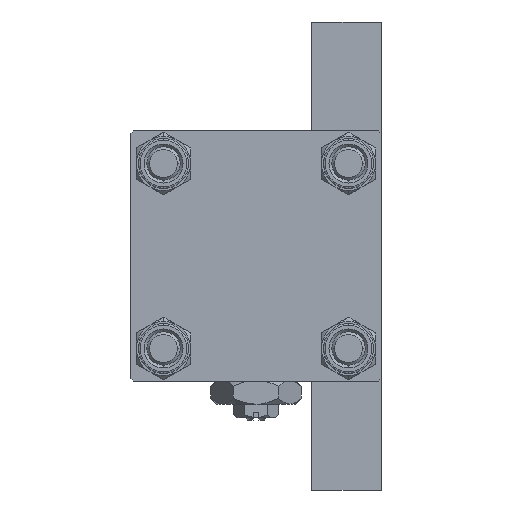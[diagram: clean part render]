
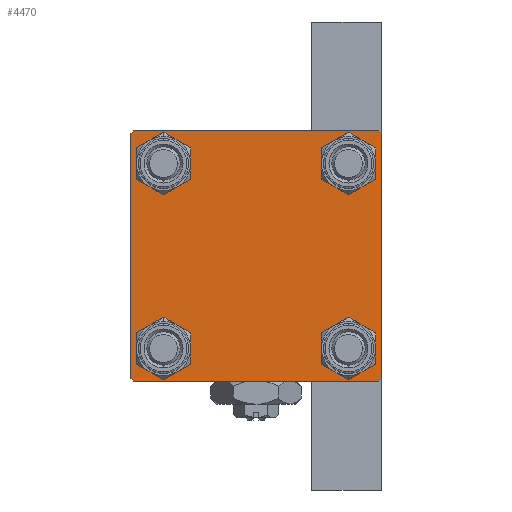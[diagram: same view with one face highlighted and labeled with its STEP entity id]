
A CAD part, left-side view. The second image highlights one B-rep face of the part: STEP entity #4470.
In plain terms, the highlighted planar face has unit normal (-1, 0, 0).
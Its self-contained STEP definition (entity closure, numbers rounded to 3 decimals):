
#76 = CARTESIAN_POINT ( 'NONE',  ( 0., 22., 22.5 ) ) ;
#262 = EDGE_CURVE ( 'NONE', #43277, #12262, #9642, .T. ) ;
#459 = CIRCLE ( 'NONE', #25365, 3.5 ) ;
#633 = CARTESIAN_POINT ( 'NONE',  ( 0., 22.25, -22.25 ) ) ;
#825 = CARTESIAN_POINT ( 'NONE',  ( 0., -16.6, -20.1 ) ) ;
#1209 = FACE_BOUND ( 'NONE', #33505, .T. ) ;
#1861 = ORIENTED_EDGE ( 'NONE', *, *, #41987, .T. ) ;
#1975 = PLANE ( 'NONE',  #42533 ) ;
#3012 = CARTESIAN_POINT ( 'NONE',  ( 0., 22.5, 22.5 ) ) ;
#3136 = AXIS2_PLACEMENT_3D ( 'NONE', #39709, #15900, #20657 ) ;
#3505 = VECTOR ( 'NONE', #10897, 1000. ) ;
#3577 = EDGE_CURVE ( 'NONE', #4661, #31236, #45716, .T. ) ;
#4470 = ADVANCED_FACE ( 'NONE', ( #39899, #1209, #5501, #46940, #47954 ), #1975, .T. ) ;
#4647 = ORIENTED_EDGE ( 'NONE', *, *, #3577, .T. ) ;
#4661 = VERTEX_POINT ( 'NONE', #8973 ) ;
#4765 = AXIS2_PLACEMENT_3D ( 'NONE', #16320, #27848, #24089 ) ;
#4954 = CARTESIAN_POINT ( 'NONE',  ( 0., -22., -22.5 ) ) ;
#5501 = FACE_BOUND ( 'NONE', #42416, .T. ) ;
#5548 = EDGE_CURVE ( 'NONE', #39381, #14207, #9742, .T. ) ;
#5604 = AXIS2_PLACEMENT_3D ( 'NONE', #42606, #11501, #8206 ) ;
#5856 = CARTESIAN_POINT ( 'NONE',  ( 0., -22.5, -22. ) ) ;
#5949 = CARTESIAN_POINT ( 'NONE',  ( 0., -16.6, 13.1 ) ) ;
#6100 = EDGE_CURVE ( 'NONE', #19552, #14207, #25416, .T. ) ;
#6277 = CARTESIAN_POINT ( 'NONE',  ( 0., 22.5, 22.5 ) ) ;
#6635 = CARTESIAN_POINT ( 'NONE',  ( 0., 22.5, -22.5 ) ) ;
#6718 = VERTEX_POINT ( 'NONE', #5949 ) ;
#6798 = CARTESIAN_POINT ( 'NONE',  ( 0., 22., -22.5 ) ) ;
#8183 = DIRECTION ( 'NONE',  ( 1., 0., 0. ) ) ;
#8206 = DIRECTION ( 'NONE',  ( 0., 0., 1. ) ) ;
#8367 = ORIENTED_EDGE ( 'NONE', *, *, #41976, .T. ) ;
#8662 = LINE ( 'NONE', #43309, #11064 ) ;
#8785 = CIRCLE ( 'NONE', #37678, 3.5 ) ;
#8973 = CARTESIAN_POINT ( 'NONE',  ( 0., 16.6, -20.1 ) ) ;
#9642 = CIRCLE ( 'NONE', #49752, 3.5 ) ;
#9742 = LINE ( 'NONE', #13007, #28972 ) ;
#10897 = DIRECTION ( 'NONE',  ( 0., -1., 0. ) ) ;
#11064 = VECTOR ( 'NONE', #28501, 1000. ) ;
#11147 = VERTEX_POINT ( 'NONE', #34660 ) ;
#11320 = VECTOR ( 'NONE', #31877, 1000. ) ;
#11501 = DIRECTION ( 'NONE',  ( 1., 0., 0. ) ) ;
#11624 = EDGE_LOOP ( 'NONE', ( #21087, #15645 ) ) ;
#11812 = VERTEX_POINT ( 'NONE', #825 ) ;
#12262 = VERTEX_POINT ( 'NONE', #28545 ) ;
#13007 = CARTESIAN_POINT ( 'NONE',  ( 0., -22.25, -22.25 ) ) ;
#13553 = AXIS2_PLACEMENT_3D ( 'NONE', #42840, #45896, #23296 ) ;
#13931 = CARTESIAN_POINT ( 'NONE',  ( 0., -22., 22.5 ) ) ;
#14207 = VERTEX_POINT ( 'NONE', #5856 ) ;
#14574 = VECTOR ( 'NONE', #20283, 1000. ) ;
#15439 = CARTESIAN_POINT ( 'NONE',  ( 0., -16.6, -13.1 ) ) ;
#15531 = VERTEX_POINT ( 'NONE', #13931 ) ;
#15555 = ORIENTED_EDGE ( 'NONE', *, *, #40375, .T. ) ;
#15586 = EDGE_CURVE ( 'NONE', #22907, #39381, #29978, .T. ) ;
#15645 = ORIENTED_EDGE ( 'NONE', *, *, #43527, .T. ) ;
#15900 = DIRECTION ( 'NONE',  ( 1., 0., 0. ) ) ;
#16320 = CARTESIAN_POINT ( 'NONE',  ( 0., 16.6, -16.6 ) ) ;
#17084 = DIRECTION ( 'NONE',  ( 0., 0., 1. ) ) ;
#18752 = VERTEX_POINT ( 'NONE', #25950 ) ;
#19552 = VERTEX_POINT ( 'NONE', #48777 ) ;
#19718 = DIRECTION ( 'NONE',  ( 0., 0., 1. ) ) ;
#19884 = EDGE_CURVE ( 'NONE', #36207, #6718, #23676, .T. ) ;
#20283 = DIRECTION ( 'NONE',  ( 0., 0.707, -0.707 ) ) ;
#20657 = DIRECTION ( 'NONE',  ( 0., 0., 1. ) ) ;
#20787 = CIRCLE ( 'NONE', #3136, 3.5 ) ;
#20852 = DIRECTION ( 'NONE',  ( -1., 0., 0. ) ) ;
#20905 = ORIENTED_EDGE ( 'NONE', *, *, #48471, .T. ) ;
#21086 = ORIENTED_EDGE ( 'NONE', *, *, #31388, .T. ) ;
#21087 = ORIENTED_EDGE ( 'NONE', *, *, #262, .T. ) ;
#21880 = DIRECTION ( 'NONE',  ( 0., 0., 1. ) ) ;
#21898 = LINE ( 'NONE', #3012, #32032 ) ;
#21919 = DIRECTION ( 'NONE',  ( 0., 0., -1. ) ) ;
#22328 = CARTESIAN_POINT ( 'NONE',  ( 0., 16.6, -13.1 ) ) ;
#22345 = DIRECTION ( 'NONE',  ( 0., 0., 1. ) ) ;
#22472 = EDGE_CURVE ( 'NONE', #19552, #15531, #8662, .T. ) ;
#22586 = DIRECTION ( 'NONE',  ( 1., 0., 0. ) ) ;
#22907 = VERTEX_POINT ( 'NONE', #6798 ) ;
#23253 = ORIENTED_EDGE ( 'NONE', *, *, #33241, .T. ) ;
#23296 = DIRECTION ( 'NONE',  ( 0., 0., 1. ) ) ;
#23608 = VERTEX_POINT ( 'NONE', #76 ) ;
#23676 = CIRCLE ( 'NONE', #49369, 3.5 ) ;
#24089 = DIRECTION ( 'NONE',  ( 0., 0., 1. ) ) ;
#24546 = DIRECTION ( 'NONE',  ( 0., -0.707, 0.707 ) ) ;
#25365 = AXIS2_PLACEMENT_3D ( 'NONE', #29876, #22586, #22345 ) ;
#25416 = LINE ( 'NONE', #48767, #44205 ) ;
#25950 = CARTESIAN_POINT ( 'NONE',  ( 0., 22.5, -22. ) ) ;
#26874 = ORIENTED_EDGE ( 'NONE', *, *, #15586, .T. ) ;
#27006 = DIRECTION ( 'NONE',  ( 1., 0., 0. ) ) ;
#27848 = DIRECTION ( 'NONE',  ( 1., 0., 0. ) ) ;
#28021 = ORIENTED_EDGE ( 'NONE', *, *, #19884, .T. ) ;
#28108 = LINE ( 'NONE', #6277, #11320 ) ;
#28501 = DIRECTION ( 'NONE',  ( 0., 0.707, 0.707 ) ) ;
#28545 = CARTESIAN_POINT ( 'NONE',  ( 0., 16.6, 13.1 ) ) ;
#28810 = CARTESIAN_POINT ( 'NONE',  ( 0., 22.25, 22.25 ) ) ;
#28878 = CARTESIAN_POINT ( 'NONE',  ( 0., 0., 0. ) ) ;
#28972 = VECTOR ( 'NONE', #24546, 1000. ) ;
#29876 = CARTESIAN_POINT ( 'NONE',  ( 0., -16.6, 16.6 ) ) ;
#29978 = LINE ( 'NONE', #6635, #3505 ) ;
#31236 = VERTEX_POINT ( 'NONE', #22328 ) ;
#31291 = CIRCLE ( 'NONE', #13553, 3.5 ) ;
#31388 = EDGE_CURVE ( 'NONE', #18752, #22907, #42842, .T. ) ;
#31877 = DIRECTION ( 'NONE',  ( 0., -1., 0. ) ) ;
#32032 = VECTOR ( 'NONE', #37194, 1000. ) ;
#33241 = EDGE_CURVE ( 'NONE', #6718, #36207, #459, .T. ) ;
#33505 = EDGE_LOOP ( 'NONE', ( #8367, #35966 ) ) ;
#34362 = ORIENTED_EDGE ( 'NONE', *, *, #6100, .F. ) ;
#34660 = CARTESIAN_POINT ( 'NONE',  ( 0., 22.5, 22. ) ) ;
#35966 = ORIENTED_EDGE ( 'NONE', *, *, #44318, .T. ) ;
#36207 = VERTEX_POINT ( 'NONE', #45789 ) ;
#36530 = VECTOR ( 'NONE', #46856, 1000. ) ;
#37194 = DIRECTION ( 'NONE',  ( 0., 0., -1. ) ) ;
#37652 = EDGE_LOOP ( 'NONE', ( #28021, #23253 ) ) ;
#37678 = AXIS2_PLACEMENT_3D ( 'NONE', #38333, #8183, #42819 ) ;
#38064 = CARTESIAN_POINT ( 'NONE',  ( 0., 16.6, 16.6 ) ) ;
#38333 = CARTESIAN_POINT ( 'NONE',  ( 0., -16.6, -16.6 ) ) ;
#39381 = VERTEX_POINT ( 'NONE', #4954 ) ;
#39709 = CARTESIAN_POINT ( 'NONE',  ( 0., 16.6, 16.6 ) ) ;
#39899 = FACE_BOUND ( 'NONE', #37652, .T. ) ;
#40375 = EDGE_CURVE ( 'NONE', #11147, #18752, #21898, .T. ) ;
#40931 = DIRECTION ( 'NONE',  ( 1., 0., 0. ) ) ;
#41333 = ORIENTED_EDGE ( 'NONE', *, *, #22472, .T. ) ;
#41976 = EDGE_CURVE ( 'NONE', #49106, #11812, #31291, .T. ) ;
#41987 = EDGE_CURVE ( 'NONE', #31236, #4661, #45630, .T. ) ;
#42416 = EDGE_LOOP ( 'NONE', ( #1861, #4647 ) ) ;
#42533 = AXIS2_PLACEMENT_3D ( 'NONE', #28878, #20852, #17084 ) ;
#42606 = CARTESIAN_POINT ( 'NONE',  ( 0., 16.6, -16.6 ) ) ;
#42819 = DIRECTION ( 'NONE',  ( 0., 0., 1. ) ) ;
#42840 = CARTESIAN_POINT ( 'NONE',  ( 0., -16.6, -16.6 ) ) ;
#42842 = LINE ( 'NONE', #633, #36530 ) ;
#43277 = VERTEX_POINT ( 'NONE', #47568 ) ;
#43309 = CARTESIAN_POINT ( 'NONE',  ( 0., -22.25, 22.25 ) ) ;
#43527 = EDGE_CURVE ( 'NONE', #12262, #43277, #20787, .T. ) ;
#44205 = VECTOR ( 'NONE', #21919, 1000. ) ;
#44318 = EDGE_CURVE ( 'NONE', #11812, #49106, #8785, .T. ) ;
#44402 = EDGE_LOOP ( 'NONE', ( #15555, #21086, #26874, #49492, #34362, #41333, #49378, #20905 ) ) ;
#45630 = CIRCLE ( 'NONE', #5604, 3.5 ) ;
#45716 = CIRCLE ( 'NONE', #4765, 3.5 ) ;
#45789 = CARTESIAN_POINT ( 'NONE',  ( 0., -16.6, 20.1 ) ) ;
#45896 = DIRECTION ( 'NONE',  ( 1., 0., 0. ) ) ;
#46856 = DIRECTION ( 'NONE',  ( 0., -0.707, -0.707 ) ) ;
#46940 = FACE_BOUND ( 'NONE', #11624, .T. ) ;
#47568 = CARTESIAN_POINT ( 'NONE',  ( 0., 16.6, 20.1 ) ) ;
#47954 = FACE_OUTER_BOUND ( 'NONE', #44402, .T. ) ;
#48155 = EDGE_CURVE ( 'NONE', #23608, #15531, #28108, .T. ) ;
#48160 = LINE ( 'NONE', #28810, #14574 ) ;
#48471 = EDGE_CURVE ( 'NONE', #23608, #11147, #48160, .T. ) ;
#48767 = CARTESIAN_POINT ( 'NONE',  ( 0., -22.5, 22.5 ) ) ;
#48777 = CARTESIAN_POINT ( 'NONE',  ( 0., -22.5, 22. ) ) ;
#49106 = VERTEX_POINT ( 'NONE', #15439 ) ;
#49369 = AXIS2_PLACEMENT_3D ( 'NONE', #49712, #40931, #21880 ) ;
#49378 = ORIENTED_EDGE ( 'NONE', *, *, #48155, .F. ) ;
#49492 = ORIENTED_EDGE ( 'NONE', *, *, #5548, .T. ) ;
#49712 = CARTESIAN_POINT ( 'NONE',  ( 0., -16.6, 16.6 ) ) ;
#49752 = AXIS2_PLACEMENT_3D ( 'NONE', #38064, #27006, #19718 ) ;
